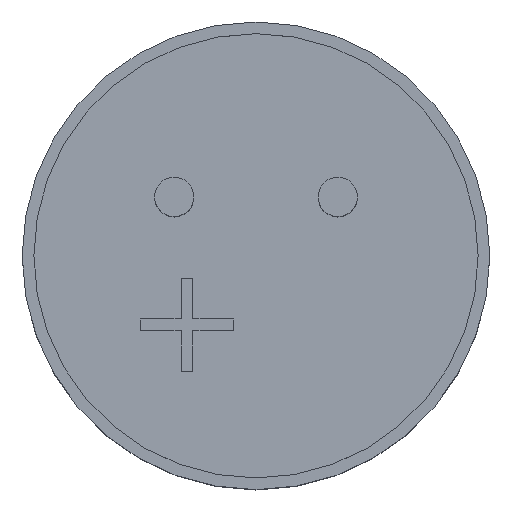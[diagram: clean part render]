
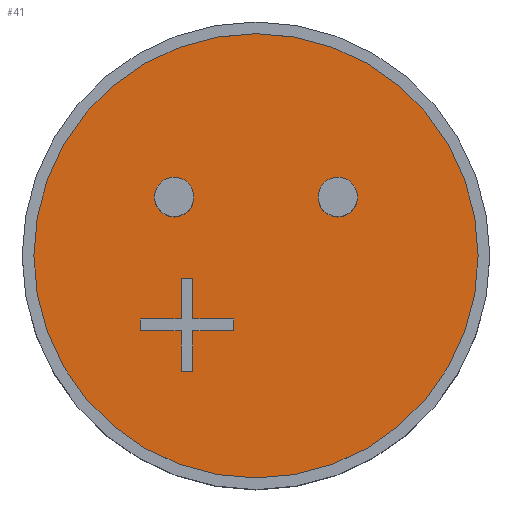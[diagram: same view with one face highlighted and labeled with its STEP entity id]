
A CAD part, top view. The second image highlights one B-rep face of the part: STEP entity #41.
In plain terms, the highlighted planar face has unit normal (0, 0, 1).
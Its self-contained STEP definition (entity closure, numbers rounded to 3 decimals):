
#1 = VECTOR ( 'NONE', #102, 1000. ) ;
#10 = VECTOR ( 'NONE', #96, 1000. ) ;
#19 = ORIENTED_EDGE ( 'NONE', *, *, #744, .T. ) ;
#27 = VECTOR ( 'NONE', #60, 1000. ) ;
#29 = EDGE_CURVE ( 'NONE', #414, #900, #203, .T. ) ;
#40 = LINE ( 'NONE', #830, #850 ) ;
#41 = ADVANCED_FACE ( 'NONE', ( #151, #299, #517, #651 ), #390, .T. ) ;
#46 = LINE ( 'NONE', #907, #445 ) ;
#47 = VERTEX_POINT ( 'NONE', #320 ) ;
#48 = ORIENTED_EDGE ( 'NONE', *, *, #681, .T. ) ;
#52 = VERTEX_POINT ( 'NONE', #604 ) ;
#53 = EDGE_CURVE ( 'NONE', #323, #329, #375, .T. ) ;
#59 = ORIENTED_EDGE ( 'NONE', *, *, #606, .F. ) ;
#60 = DIRECTION ( 'NONE',  ( -1., 0., 0. ) ) ;
#72 = DIRECTION ( 'NONE',  ( 0., 0., -1. ) ) ;
#79 = AXIS2_PLACEMENT_3D ( 'NONE', #98, #899, #452 ) ;
#87 = CARTESIAN_POINT ( 'NONE',  ( -0.19, -0.54, 1.8 ) ) ;
#96 = DIRECTION ( 'NONE',  ( 0., -1., 0. ) ) ;
#98 = CARTESIAN_POINT ( 'NONE',  ( 0., 0., 1.8 ) ) ;
#101 = VERTEX_POINT ( 'NONE', #695 ) ;
#102 = DIRECTION ( 'NONE',  ( 1., 0., 0. ) ) ;
#109 = ORIENTED_EDGE ( 'NONE', *, *, #326, .F. ) ;
#112 = AXIS2_PLACEMENT_3D ( 'NONE', #596, #676, #532 ) ;
#119 = AXIS2_PLACEMENT_3D ( 'NONE', #556, #72, #365 ) ;
#142 = CARTESIAN_POINT ( 'NONE',  ( 0., -0.54, 1.8 ) ) ;
#151 = FACE_OUTER_BOUND ( 'NONE', #545, .T. ) ;
#154 = CARTESIAN_POINT ( 'NONE',  ( -0.64, 0., 1.8 ) ) ;
#155 = CARTESIAN_POINT ( 'NONE',  ( -0.19, -0.64, 1.8 ) ) ;
#170 = CARTESIAN_POINT ( 'NONE',  ( 0., -0.64, 1.8 ) ) ;
#184 = DIRECTION ( 'NONE',  ( 0., 1., 0. ) ) ;
#192 = CIRCLE ( 'NONE', #112, 0.169 ) ;
#194 = ORIENTED_EDGE ( 'NONE', *, *, #845, .F. ) ;
#196 = EDGE_CURVE ( 'NONE', #267, #856, #404, .T. ) ;
#200 = CARTESIAN_POINT ( 'NONE',  ( -0.64, -0.64, 1.8 ) ) ;
#203 = CIRCLE ( 'NONE', #840, 0.169 ) ;
#217 = ORIENTED_EDGE ( 'NONE', *, *, #884, .T. ) ;
#232 = VERTEX_POINT ( 'NONE', #509 ) ;
#236 = ORIENTED_EDGE ( 'NONE', *, *, #513, .F. ) ;
#237 = CARTESIAN_POINT ( 'NONE',  ( -0.531, 0.5, 1.8 ) ) ;
#239 = CARTESIAN_POINT ( 'NONE',  ( 0., -0.64, 1.8 ) ) ;
#245 = VERTEX_POINT ( 'NONE', #780 ) ;
#250 = CARTESIAN_POINT ( 'NONE',  ( 0.7, 0.5, 1.8 ) ) ;
#252 = CARTESIAN_POINT ( 'NONE',  ( -0.64, -0.99, 1.8 ) ) ;
#256 = VERTEX_POINT ( 'NONE', #155 ) ;
#264 = CARTESIAN_POINT ( 'NONE',  ( -0.54, -0.64, 1.8 ) ) ;
#266 = EDGE_CURVE ( 'NONE', #781, #776, #351, .T. ) ;
#267 = VERTEX_POINT ( 'NONE', #237 ) ;
#273 = EDGE_LOOP ( 'NONE', ( #803, #846 ) ) ;
#281 = AXIS2_PLACEMENT_3D ( 'NONE', #355, #339, #573 ) ;
#296 = CARTESIAN_POINT ( 'NONE',  ( -0.64, 0., 1.8 ) ) ;
#299 = FACE_BOUND ( 'NONE', #721, .T. ) ;
#320 = CARTESIAN_POINT ( 'NONE',  ( -0.64, -0.54, 1.8 ) ) ;
#322 = VECTOR ( 'NONE', #416, 1000. ) ;
#323 = VERTEX_POINT ( 'NONE', #869 ) ;
#324 = ORIENTED_EDGE ( 'NONE', *, *, #591, .F. ) ;
#326 = EDGE_CURVE ( 'NONE', #781, #47, #877, .T. ) ;
#329 = VERTEX_POINT ( 'NONE', #588 ) ;
#335 = AXIS2_PLACEMENT_3D ( 'NONE', #250, #459, #378 ) ;
#339 = DIRECTION ( 'NONE',  ( 0., 0., -1. ) ) ;
#341 = ORIENTED_EDGE ( 'NONE', *, *, #53, .F. ) ;
#342 = ORIENTED_EDGE ( 'NONE', *, *, #689, .F. ) ;
#347 = VERTEX_POINT ( 'NONE', #87 ) ;
#351 = LINE ( 'NONE', #426, #1 ) ;
#352 = CIRCLE ( 'NONE', #335, 0.169 ) ;
#355 = CARTESIAN_POINT ( 'NONE',  ( 0., 0., 1.8 ) ) ;
#360 = DIRECTION ( 'NONE',  ( 0., -1., 0. ) ) ;
#363 = DIRECTION ( 'NONE',  ( 1., 0., 0. ) ) ;
#365 = DIRECTION ( 'NONE',  ( 1., 0., 0. ) ) ;
#371 = DIRECTION ( 'NONE',  ( -1., 0., 0. ) ) ;
#375 = CIRCLE ( 'NONE', #439, 1.9 ) ;
#378 = DIRECTION ( 'NONE',  ( 1., 0., 0. ) ) ;
#381 = CARTESIAN_POINT ( 'NONE',  ( -0.64, -0.19, 1.8 ) ) ;
#390 = PLANE ( 'NONE',  #79 ) ;
#404 = CIRCLE ( 'NONE', #119, 0.169 ) ;
#414 = VERTEX_POINT ( 'NONE', #461 ) ;
#416 = DIRECTION ( 'NONE',  ( 0., -1., 0. ) ) ;
#426 = CARTESIAN_POINT ( 'NONE',  ( 0., -0.19, 1.8 ) ) ;
#432 = CARTESIAN_POINT ( 'NONE',  ( -0.54, 0., 1.8 ) ) ;
#437 = DIRECTION ( 'NONE',  ( -1., 0., 0. ) ) ;
#439 = AXIS2_PLACEMENT_3D ( 'NONE', #462, #894, #531 ) ;
#445 = VECTOR ( 'NONE', #613, 1000. ) ;
#449 = LINE ( 'NONE', #589, #716 ) ;
#452 = DIRECTION ( 'NONE',  ( 1., 0., 0. ) ) ;
#459 = DIRECTION ( 'NONE',  ( 0., 0., -1. ) ) ;
#461 = CARTESIAN_POINT ( 'NONE',  ( 0.869, 0.5, 1.8 ) ) ;
#462 = CARTESIAN_POINT ( 'NONE',  ( 0., 0., 1.8 ) ) ;
#464 = VERTEX_POINT ( 'NONE', #200 ) ;
#471 = ORIENTED_EDGE ( 'NONE', *, *, #699, .T. ) ;
#476 = EDGE_CURVE ( 'NONE', #52, #232, #40, .T. ) ;
#477 = ORIENTED_EDGE ( 'NONE', *, *, #476, .T. ) ;
#478 = VERTEX_POINT ( 'NONE', #252 ) ;
#509 = CARTESIAN_POINT ( 'NONE',  ( -0.99, -0.54, 1.8 ) ) ;
#512 = CARTESIAN_POINT ( 'NONE',  ( 0.7, 0.5, 1.8 ) ) ;
#513 = EDGE_CURVE ( 'NONE', #256, #347, #46, .T. ) ;
#514 = LINE ( 'NONE', #239, #800 ) ;
#517 = FACE_BOUND ( 'NONE', #273, .T. ) ;
#521 = DIRECTION ( 'NONE',  ( 0., -1., 0. ) ) ;
#527 = VERTEX_POINT ( 'NONE', #264 ) ;
#528 = EDGE_LOOP ( 'NONE', ( #19, #748 ) ) ;
#529 = VECTOR ( 'NONE', #521, 1000. ) ;
#531 = DIRECTION ( 'NONE',  ( 1., 0., 0. ) ) ;
#532 = DIRECTION ( 'NONE',  ( 1., 0., 0. ) ) ;
#545 = EDGE_LOOP ( 'NONE', ( #59, #341 ) ) ;
#556 = CARTESIAN_POINT ( 'NONE',  ( -0.7, 0.5, 1.8 ) ) ;
#573 = DIRECTION ( 'NONE',  ( 1., 0., 0. ) ) ;
#588 = CARTESIAN_POINT ( 'NONE',  ( -1.9, 0., 1.8 ) ) ;
#589 = CARTESIAN_POINT ( 'NONE',  ( 0., -0.54, 1.8 ) ) ;
#591 = EDGE_CURVE ( 'NONE', #347, #101, #637, .T. ) ;
#595 = DIRECTION ( 'NONE',  ( -1., 0., 0. ) ) ;
#596 = CARTESIAN_POINT ( 'NONE',  ( -0.7, 0.5, 1.8 ) ) ;
#604 = CARTESIAN_POINT ( 'NONE',  ( -0.99, -0.64, 1.8 ) ) ;
#606 = EDGE_CURVE ( 'NONE', #329, #323, #658, .T. ) ;
#611 = ORIENTED_EDGE ( 'NONE', *, *, #266, .T. ) ;
#613 = DIRECTION ( 'NONE',  ( 0., 1., 0. ) ) ;
#633 = EDGE_CURVE ( 'NONE', #478, #245, #700, .T. ) ;
#637 = LINE ( 'NONE', #142, #27 ) ;
#638 = CARTESIAN_POINT ( 'NONE',  ( 0.531, 0.5, 1.8 ) ) ;
#648 = LINE ( 'NONE', #154, #10 ) ;
#651 = FACE_BOUND ( 'NONE', #528, .T. ) ;
#658 = CIRCLE ( 'NONE', #281, 1.9 ) ;
#676 = DIRECTION ( 'NONE',  ( 0., 0., -1. ) ) ;
#681 = EDGE_CURVE ( 'NONE', #776, #101, #864, .T. ) ;
#689 = EDGE_CURVE ( 'NONE', #464, #478, #648, .T. ) ;
#695 = CARTESIAN_POINT ( 'NONE',  ( -0.54, -0.54, 1.8 ) ) ;
#696 = LINE ( 'NONE', #862, #322 ) ;
#699 = EDGE_CURVE ( 'NONE', #256, #527, #514, .T. ) ;
#700 = LINE ( 'NONE', #783, #755 ) ;
#716 = VECTOR ( 'NONE', #595, 1000. ) ;
#721 = EDGE_LOOP ( 'NONE', ( #194, #109, #611, #48, #324, #236, #471, #217, #789, #342, #730, #477 ) ) ;
#730 = ORIENTED_EDGE ( 'NONE', *, *, #796, .T. ) ;
#744 = EDGE_CURVE ( 'NONE', #856, #267, #192, .T. ) ;
#748 = ORIENTED_EDGE ( 'NONE', *, *, #196, .T. ) ;
#755 = VECTOR ( 'NONE', #915, 1000. ) ;
#758 = VECTOR ( 'NONE', #360, 1000. ) ;
#762 = EDGE_CURVE ( 'NONE', #900, #414, #352, .T. ) ;
#776 = VERTEX_POINT ( 'NONE', #876 ) ;
#780 = CARTESIAN_POINT ( 'NONE',  ( -0.54, -0.99, 1.8 ) ) ;
#781 = VERTEX_POINT ( 'NONE', #381 ) ;
#783 = CARTESIAN_POINT ( 'NONE',  ( 0., -0.99, 1.8 ) ) ;
#787 = VECTOR ( 'NONE', #437, 1000. ) ;
#789 = ORIENTED_EDGE ( 'NONE', *, *, #633, .F. ) ;
#793 = DIRECTION ( 'NONE',  ( 0., 0., -1. ) ) ;
#796 = EDGE_CURVE ( 'NONE', #464, #52, #804, .T. ) ;
#800 = VECTOR ( 'NONE', #371, 1000. ) ;
#803 = ORIENTED_EDGE ( 'NONE', *, *, #762, .T. ) ;
#804 = LINE ( 'NONE', #170, #787 ) ;
#810 = CARTESIAN_POINT ( 'NONE',  ( -0.869, 0.5, 1.8 ) ) ;
#830 = CARTESIAN_POINT ( 'NONE',  ( -0.99, 0., 1.8 ) ) ;
#840 = AXIS2_PLACEMENT_3D ( 'NONE', #512, #793, #363 ) ;
#845 = EDGE_CURVE ( 'NONE', #47, #232, #449, .T. ) ;
#846 = ORIENTED_EDGE ( 'NONE', *, *, #29, .T. ) ;
#850 = VECTOR ( 'NONE', #184, 1000. ) ;
#856 = VERTEX_POINT ( 'NONE', #810 ) ;
#862 = CARTESIAN_POINT ( 'NONE',  ( -0.54, 0., 1.8 ) ) ;
#864 = LINE ( 'NONE', #432, #758 ) ;
#869 = CARTESIAN_POINT ( 'NONE',  ( 1.9, 0., 1.8 ) ) ;
#876 = CARTESIAN_POINT ( 'NONE',  ( -0.54, -0.19, 1.8 ) ) ;
#877 = LINE ( 'NONE', #296, #529 ) ;
#884 = EDGE_CURVE ( 'NONE', #527, #245, #696, .T. ) ;
#894 = DIRECTION ( 'NONE',  ( 0., 0., -1. ) ) ;
#899 = DIRECTION ( 'NONE',  ( 0., 0., 1. ) ) ;
#900 = VERTEX_POINT ( 'NONE', #638 ) ;
#907 = CARTESIAN_POINT ( 'NONE',  ( -0.19, 0., 1.8 ) ) ;
#915 = DIRECTION ( 'NONE',  ( 1., 0., 0. ) ) ;
